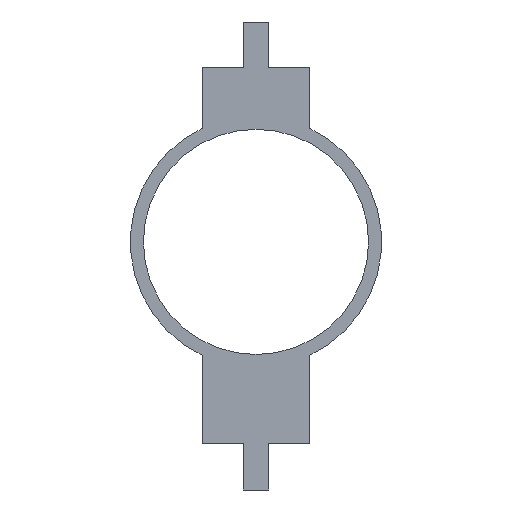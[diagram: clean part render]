
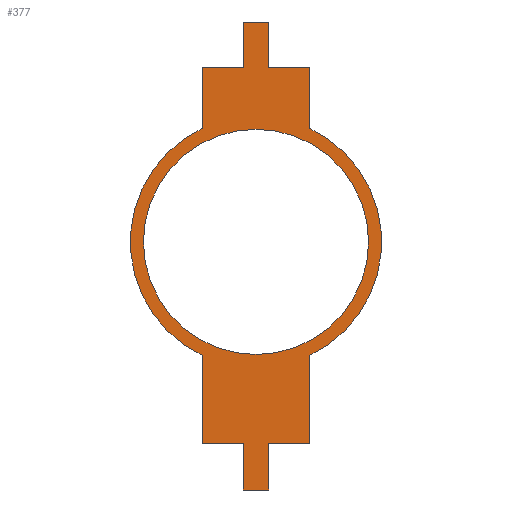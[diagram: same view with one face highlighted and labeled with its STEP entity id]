
A CAD part, front view. The second image highlights one B-rep face of the part: STEP entity #377.
In plain terms, the highlighted planar face has unit normal (0, -1, 0).
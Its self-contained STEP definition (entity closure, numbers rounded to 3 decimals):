
#16=FACE_BOUND('',#72,.T.);
#32=PLANE('',#416);
#51=FACE_OUTER_BOUND('',#71,.T.);
#71=EDGE_LOOP('',(#339,#340,#341,#342,#343,#344,#345,#346,#347,#348,#349,
#350,#351,#352,#353,#354));
#72=EDGE_LOOP('',(#355));
#74=LINE('',#524,#119);
#78=LINE('',#532,#123);
#81=LINE('',#538,#126);
#84=LINE('',#544,#129);
#87=LINE('',#550,#132);
#90=LINE('',#556,#135);
#94=LINE('',#568,#139);
#97=LINE('',#574,#142);
#100=LINE('',#580,#145);
#103=LINE('',#586,#148);
#106=LINE('',#592,#151);
#109=LINE('',#598,#154);
#112=LINE('',#604,#157);
#116=LINE('',#615,#161);
#119=VECTOR('',#428,10.);
#123=VECTOR('',#434,10.);
#126=VECTOR('',#439,10.);
#129=VECTOR('',#444,10.);
#132=VECTOR('',#449,10.);
#135=VECTOR('',#454,10.);
#139=VECTOR('',#466,10.);
#142=VECTOR('',#471,10.);
#145=VECTOR('',#476,10.);
#148=VECTOR('',#481,10.);
#151=VECTOR('',#486,10.);
#154=VECTOR('',#491,10.);
#157=VECTOR('',#496,10.);
#161=VECTOR('',#508,10.);
#164=CIRCLE('',#394,12.5);
#165=CIRCLE('',#402,13.95);
#167=CIRCLE('',#412,13.95);
#170=VERTEX_POINT('',#518);
#171=VERTEX_POINT('',#522);
#172=VERTEX_POINT('',#523);
#175=VERTEX_POINT('',#531);
#177=VERTEX_POINT('',#537);
#179=VERTEX_POINT('',#543);
#181=VERTEX_POINT('',#549);
#183=VERTEX_POINT('',#555);
#185=VERTEX_POINT('',#561);
#187=VERTEX_POINT('',#567);
#189=VERTEX_POINT('',#573);
#191=VERTEX_POINT('',#579);
#193=VERTEX_POINT('',#585);
#195=VERTEX_POINT('',#591);
#197=VERTEX_POINT('',#597);
#199=VERTEX_POINT('',#603);
#201=VERTEX_POINT('',#609);
#205=EDGE_CURVE('',#170,#170,#164,.T.);
#206=EDGE_CURVE('',#171,#172,#74,.T.);
#210=EDGE_CURVE('',#175,#172,#78,.T.);
#213=EDGE_CURVE('',#177,#175,#81,.T.);
#216=EDGE_CURVE('',#179,#177,#84,.T.);
#219=EDGE_CURVE('',#179,#181,#87,.T.);
#222=EDGE_CURVE('',#181,#183,#90,.T.);
#225=EDGE_CURVE('',#185,#183,#165,.T.);
#228=EDGE_CURVE('',#187,#185,#94,.T.);
#231=EDGE_CURVE('',#189,#187,#97,.T.);
#234=EDGE_CURVE('',#189,#191,#100,.T.);
#237=EDGE_CURVE('',#191,#193,#103,.T.);
#240=EDGE_CURVE('',#193,#195,#106,.T.);
#243=EDGE_CURVE('',#197,#195,#109,.T.);
#246=EDGE_CURVE('',#199,#197,#112,.T.);
#249=EDGE_CURVE('',#201,#199,#167,.T.);
#252=EDGE_CURVE('',#201,#171,#116,.T.);
#339=ORIENTED_EDGE('',*,*,#252,.T.);
#340=ORIENTED_EDGE('',*,*,#206,.T.);
#341=ORIENTED_EDGE('',*,*,#210,.F.);
#342=ORIENTED_EDGE('',*,*,#213,.F.);
#343=ORIENTED_EDGE('',*,*,#216,.F.);
#344=ORIENTED_EDGE('',*,*,#219,.T.);
#345=ORIENTED_EDGE('',*,*,#222,.T.);
#346=ORIENTED_EDGE('',*,*,#225,.F.);
#347=ORIENTED_EDGE('',*,*,#228,.F.);
#348=ORIENTED_EDGE('',*,*,#231,.F.);
#349=ORIENTED_EDGE('',*,*,#234,.T.);
#350=ORIENTED_EDGE('',*,*,#237,.T.);
#351=ORIENTED_EDGE('',*,*,#240,.T.);
#352=ORIENTED_EDGE('',*,*,#243,.F.);
#353=ORIENTED_EDGE('',*,*,#246,.F.);
#354=ORIENTED_EDGE('',*,*,#249,.F.);
#355=ORIENTED_EDGE('',*,*,#205,.F.);
#377=ADVANCED_FACE('',(#51,#16),#32,.F.);
#394=AXIS2_PLACEMENT_3D('',#520,#424,#425);
#402=AXIS2_PLACEMENT_3D('',#562,#459,#460);
#412=AXIS2_PLACEMENT_3D('',#610,#501,#502);
#416=AXIS2_PLACEMENT_3D('',#618,#512,#513);
#424=DIRECTION('center_axis',(0.,-1.,0.));
#425=DIRECTION('ref_axis',(1.,0.,0.));
#428=DIRECTION('',(-1.,0.,0.));
#434=DIRECTION('',(0.,0.,-1.));
#439=DIRECTION('',(1.,0.,0.));
#444=DIRECTION('',(0.,0.,1.));
#449=DIRECTION('',(-1.,0.,0.));
#454=DIRECTION('',(0.,0.,-1.));
#459=DIRECTION('center_axis',(0.,1.,0.));
#460=DIRECTION('ref_axis',(1.,0.,0.));
#466=DIRECTION('',(0.,0.,1.));
#471=DIRECTION('',(-1.,0.,0.));
#476=DIRECTION('',(0.,0.,-1.));
#481=DIRECTION('',(1.,0.,0.));
#486=DIRECTION('',(0.,0.,1.));
#491=DIRECTION('',(-1.,0.,0.));
#496=DIRECTION('',(0.,0.,-1.));
#501=DIRECTION('center_axis',(0.,1.,0.));
#502=DIRECTION('ref_axis',(1.,0.,0.));
#508=DIRECTION('',(0.,0.,1.));
#512=DIRECTION('center_axis',(0.,1.,0.));
#513=DIRECTION('ref_axis',(1.,0.,0.));
#518=CARTESIAN_POINT('',(-210.5,0.,-21.4));
#520=CARTESIAN_POINT('Origin',(-198.,0.,-21.4));
#522=CARTESIAN_POINT('',(-192.021,0.,-2.));
#523=CARTESIAN_POINT('',(-196.6,0.,-2.));
#524=CARTESIAN_POINT('',(-192.021,0.,-2.));
#531=CARTESIAN_POINT('',(-196.6,0.,3.016));
#532=CARTESIAN_POINT('',(-196.6,0.,3.016));
#537=CARTESIAN_POINT('',(-199.4,0.,3.016));
#538=CARTESIAN_POINT('',(-199.4,0.,3.016));
#543=CARTESIAN_POINT('',(-199.4,0.,-2.));
#544=CARTESIAN_POINT('',(-199.4,0.,-2.));
#549=CARTESIAN_POINT('',(-203.979,0.,-2.));
#550=CARTESIAN_POINT('',(-192.021,0.,-2.));
#555=CARTESIAN_POINT('',(-203.979,0.,-8.796));
#556=CARTESIAN_POINT('',(-203.979,0.,-2.));
#561=CARTESIAN_POINT('',(-203.976,0.,-34.005));
#562=CARTESIAN_POINT('Origin',(-198.,0.,-21.4));
#567=CARTESIAN_POINT('',(-203.976,0.,-43.8));
#568=CARTESIAN_POINT('',(-203.976,0.,-43.8));
#573=CARTESIAN_POINT('',(-199.4,0.,-43.8));
#574=CARTESIAN_POINT('',(-192.024,0.,-43.8));
#579=CARTESIAN_POINT('',(-199.4,0.,-48.948));
#580=CARTESIAN_POINT('',(-199.4,0.,-43.8));
#585=CARTESIAN_POINT('',(-196.6,0.,-48.948));
#586=CARTESIAN_POINT('',(-199.4,0.,-48.948));
#591=CARTESIAN_POINT('',(-196.6,0.,-43.8));
#592=CARTESIAN_POINT('',(-196.6,0.,-48.948));
#597=CARTESIAN_POINT('',(-192.024,0.,-43.8));
#598=CARTESIAN_POINT('',(-192.024,0.,-43.8));
#603=CARTESIAN_POINT('',(-192.024,0.,-34.005));
#604=CARTESIAN_POINT('',(-192.024,0.,-33.9));
#609=CARTESIAN_POINT('',(-192.021,0.,-8.796));
#610=CARTESIAN_POINT('Origin',(-198.,0.,-21.4));
#615=CARTESIAN_POINT('',(-192.021,0.,-8.9));
#618=CARTESIAN_POINT('Origin',(-198.,0.,-22.966));
